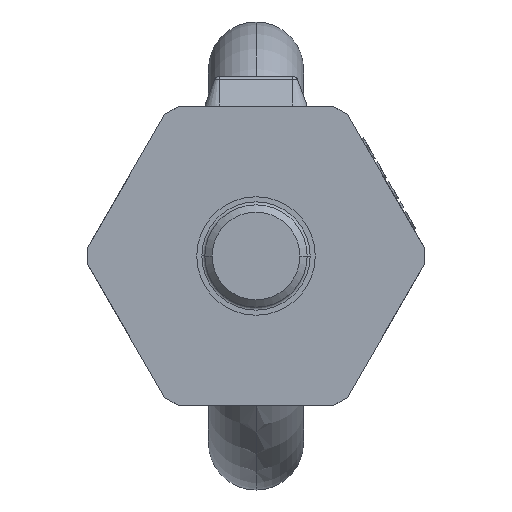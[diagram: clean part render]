
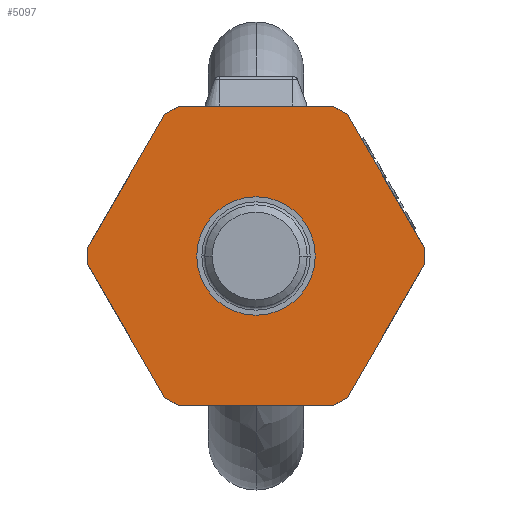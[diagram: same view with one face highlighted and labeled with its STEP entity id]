
A CAD part, front view. The second image highlights one B-rep face of the part: STEP entity #5097.
In plain terms, the highlighted face is planar.
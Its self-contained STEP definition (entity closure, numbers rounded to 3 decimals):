
#1=DIRECTION('',(0.,-1.,0.));
#2=VECTOR('',#1,2.326);
#3=CARTESIAN_POINT('',(-23.,1.163,0.));
#4=LINE('',#3,#2);
#5=DIRECTION('',(0.5,-0.866,0.));
#6=VECTOR('',#5,20.986);
#7=CARTESIAN_POINT('',(-23.,-1.163,0.));
#8=LINE('',#7,#6);
#9=DIRECTION('',(0.866,-0.5,0.));
#10=VECTOR('',#9,2.326);
#11=CARTESIAN_POINT('',(-12.507,-19.337,0.));
#12=LINE('',#11,#10);
#13=DIRECTION('',(1.,0.,0.));
#14=VECTOR('',#13,20.986);
#15=CARTESIAN_POINT('',(-10.493,-20.5,0.));
#16=LINE('',#15,#14);
#17=DIRECTION('',(0.866,0.5,0.));
#18=VECTOR('',#17,2.326);
#19=CARTESIAN_POINT('',(10.493,-20.5,0.));
#20=LINE('',#19,#18);
#21=DIRECTION('',(0.5,0.866,0.));
#22=VECTOR('',#21,20.986);
#23=CARTESIAN_POINT('',(12.507,-19.337,0.));
#24=LINE('',#23,#22);
#25=DIRECTION('',(0.,1.,0.));
#26=VECTOR('',#25,2.326);
#27=CARTESIAN_POINT('',(23.,-1.163,0.));
#28=LINE('',#27,#26);
#29=DIRECTION('',(-0.5,0.866,0.));
#30=VECTOR('',#29,20.986);
#31=CARTESIAN_POINT('',(23.,1.163,0.));
#32=LINE('',#31,#30);
#33=DIRECTION('',(-0.866,0.5,0.));
#34=VECTOR('',#33,2.326);
#35=CARTESIAN_POINT('',(12.507,19.337,0.));
#36=LINE('',#35,#34);
#37=DIRECTION('',(-1.,0.,0.));
#38=VECTOR('',#37,20.986);
#39=CARTESIAN_POINT('',(10.493,20.5,0.));
#40=LINE('',#39,#38);
#41=DIRECTION('',(-0.866,-0.5,0.));
#42=VECTOR('',#41,2.326);
#43=CARTESIAN_POINT('',(-10.493,20.5,0.));
#44=LINE('',#43,#42);
#45=DIRECTION('',(-0.5,-0.866,0.));
#46=VECTOR('',#45,20.986);
#47=CARTESIAN_POINT('',(-12.507,19.337,0.));
#48=LINE('',#47,#46);
#49=CARTESIAN_POINT('',(0.,0.,0.));
#50=DIRECTION('',(0.,0.,1.));
#51=DIRECTION('',(0.,1.,0.));
#52=AXIS2_PLACEMENT_3D('',#49,#50,#51);
#54=CARTESIAN_POINT('',(0.,0.,0.));
#55=DIRECTION('',(0.,0.,1.));
#56=DIRECTION('',(0.,-1.,0.));
#57=AXIS2_PLACEMENT_3D('',#54,#55,#56);
#3862=CARTESIAN_POINT('',(-23.,1.163,0.));
#3863=CARTESIAN_POINT('',(-23.,-1.163,0.));
#3864=VERTEX_POINT('',#3862);
#3865=VERTEX_POINT('',#3863);
#3866=CARTESIAN_POINT('',(23.,-1.163,0.));
#3867=CARTESIAN_POINT('',(23.,1.163,0.));
#3868=VERTEX_POINT('',#3866);
#3869=VERTEX_POINT('',#3867);
#3870=CARTESIAN_POINT('',(12.507,19.337,0.));
#3871=CARTESIAN_POINT('',(10.493,20.5,0.));
#3872=VERTEX_POINT('',#3870);
#3873=VERTEX_POINT('',#3871);
#3874=CARTESIAN_POINT('',(-12.507,-19.337,0.));
#3875=CARTESIAN_POINT('',(-10.493,-20.5,0.));
#3876=VERTEX_POINT('',#3874);
#3877=VERTEX_POINT('',#3875);
#3878=CARTESIAN_POINT('',(10.493,-20.5,0.));
#3879=CARTESIAN_POINT('',(12.507,-19.337,0.));
#3880=VERTEX_POINT('',#3878);
#3881=VERTEX_POINT('',#3879);
#3882=CARTESIAN_POINT('',(-10.493,20.5,0.));
#3883=CARTESIAN_POINT('',(-12.507,19.337,0.));
#3884=VERTEX_POINT('',#3882);
#3885=VERTEX_POINT('',#3883);
#3894=CARTESIAN_POINT('',(0.,8.1,0.));
#3895=CARTESIAN_POINT('',(0.,-8.1,0.));
#3896=VERTEX_POINT('',#3894);
#3897=VERTEX_POINT('',#3895);
#5060=CARTESIAN_POINT('',(0.,0.,0.));
#5061=DIRECTION('',(0.,0.,1.));
#5062=DIRECTION('',(1.,0.,0.));
#5063=AXIS2_PLACEMENT_3D('',#5060,#5061,#5062);
#5064=PLANE('',#5063);
#5066=ORIENTED_EDGE('',*,*,#5065,.T.);
#5068=ORIENTED_EDGE('',*,*,#5067,.T.);
#5070=ORIENTED_EDGE('',*,*,#5069,.T.);
#5072=ORIENTED_EDGE('',*,*,#5071,.T.);
#5074=ORIENTED_EDGE('',*,*,#5073,.T.);
#5076=ORIENTED_EDGE('',*,*,#5075,.T.);
#5078=ORIENTED_EDGE('',*,*,#5077,.T.);
#5080=ORIENTED_EDGE('',*,*,#5079,.T.);
#5082=ORIENTED_EDGE('',*,*,#5081,.T.);
#5084=ORIENTED_EDGE('',*,*,#5083,.T.);
#5086=ORIENTED_EDGE('',*,*,#5085,.T.);
#5088=ORIENTED_EDGE('',*,*,#5087,.T.);
#5089=EDGE_LOOP('',(#5066,#5068,#5070,#5072,#5074,#5076,#5078,#5080,#5082,#5084,
#5086,#5088));
#5090=FACE_OUTER_BOUND('',#5089,.F.);
#5092=ORIENTED_EDGE('',*,*,#5091,.F.);
#5094=ORIENTED_EDGE('',*,*,#5093,.F.);
#5095=EDGE_LOOP('',(#5092,#5094));
#5096=FACE_BOUND('',#5095,.F.);
#5097=ADVANCED_FACE('',(#5090,#5096),#5064,.F.);
#53=CIRCLE('',#52,8.1);
#58=CIRCLE('',#57,8.1);
#5065=EDGE_CURVE('',#3864,#3865,#4,.T.);
#5067=EDGE_CURVE('',#3865,#3876,#8,.T.);
#5069=EDGE_CURVE('',#3876,#3877,#12,.T.);
#5071=EDGE_CURVE('',#3877,#3880,#16,.T.);
#5073=EDGE_CURVE('',#3880,#3881,#20,.T.);
#5075=EDGE_CURVE('',#3881,#3868,#24,.T.);
#5077=EDGE_CURVE('',#3868,#3869,#28,.T.);
#5079=EDGE_CURVE('',#3869,#3872,#32,.T.);
#5081=EDGE_CURVE('',#3872,#3873,#36,.T.);
#5083=EDGE_CURVE('',#3873,#3884,#40,.T.);
#5085=EDGE_CURVE('',#3884,#3885,#44,.T.);
#5087=EDGE_CURVE('',#3885,#3864,#48,.T.);
#5091=EDGE_CURVE('',#3896,#3897,#53,.T.);
#5093=EDGE_CURVE('',#3897,#3896,#58,.T.);
